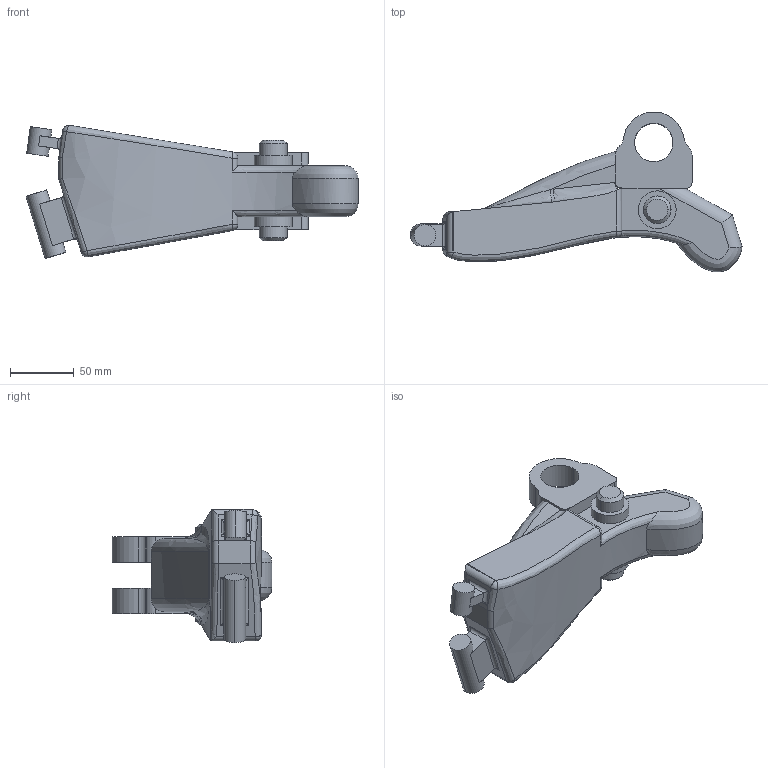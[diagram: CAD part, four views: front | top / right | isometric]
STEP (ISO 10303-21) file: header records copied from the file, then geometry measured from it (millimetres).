
FILE_DESCRIPTION (( 'STEP AP203' ), '1' );
FILE_NAME ('Part3_Default_sldprt.STEP', '2021-11-21T02:23:26', ( '' ), ( '' ), 'SwSTEP 2.0', 'SolidWorks 2021', '' );
FILE_SCHEMA (( 'CONFIG_CONTROL_DESIGN' ));
Length unit declared in the file: centimetre
Products named in the file (1): Part3_Default_sldprt
Bounding box: 259.95 x 125.12 x 104.27 mm (x, y, z)
Volume: 846658.4 mm3; surface area: 81117.9 mm2
Topology: 1 solids, 1 shells, 135 faces, 343 edges, 214 vertices
Faces by surface type: cylinder 54, plane 48, bspline 25, cone 4, sphere 4
Entity records: 6368 total; most frequent: CARTESIAN_POINT 3248, ORIENTED_EDGE 686, DIRECTION 568, EDGE_CURVE 343, VERTEX_POINT 214, AXIS2_PLACEMENT_3D 207, LINE 154, VECTOR 154
